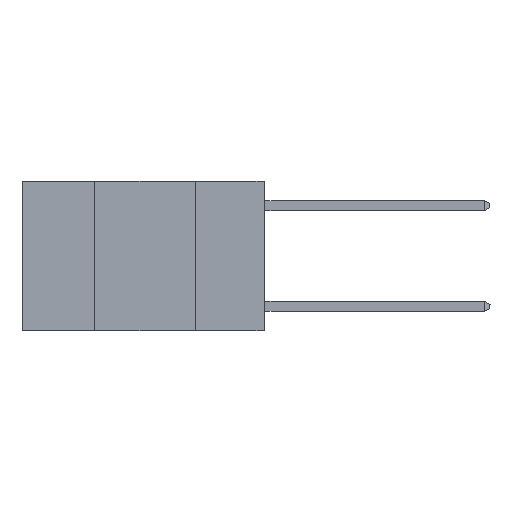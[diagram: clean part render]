
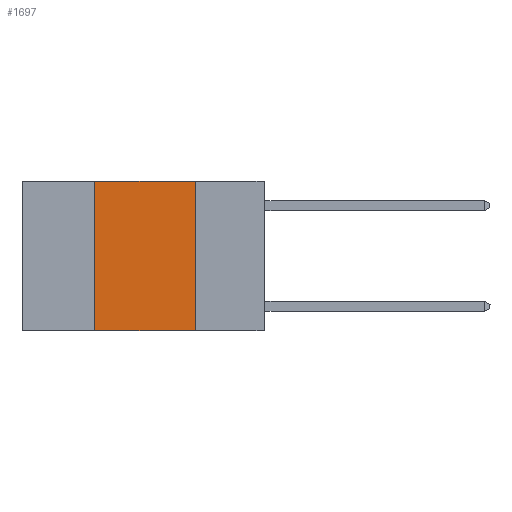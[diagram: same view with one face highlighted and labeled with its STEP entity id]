
A CAD part, left-side view. The second image highlights one B-rep face of the part: STEP entity #1697.
In plain terms, the highlighted planar face has unit normal (-1, 0, 0).
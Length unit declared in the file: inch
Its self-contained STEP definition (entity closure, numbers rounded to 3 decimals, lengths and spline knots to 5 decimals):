
#232 = VERTEX_POINT ( 'NONE', #5517 ) ;
#352 = VERTEX_POINT ( 'NONE', #3342 ) ;
#826 = EDGE_CURVE ( 'NONE', #3502, #232, #6759, .T. ) ;
#1531 = ORIENTED_EDGE ( 'NONE', *, *, #8974, .T. ) ;
#1697 = ADVANCED_FACE ( 'NONE', ( #3324 ), #6615, .F. ) ;
#2252 = VECTOR ( 'NONE', #8793, 39.37008 ) ;
#2287 = DIRECTION ( 'NONE',  ( 0., -1., 0. ) ) ;
#2522 = CARTESIAN_POINT ( 'NONE',  ( 0., 0.42, -0.37 ) ) ;
#2851 = VECTOR ( 'NONE', #7389, 39.37008 ) ;
#3324 = FACE_OUTER_BOUND ( 'NONE', #9230, .T. ) ;
#3342 = CARTESIAN_POINT ( 'NONE',  ( 0., 0.17, -0.37 ) ) ;
#3502 = VERTEX_POINT ( 'NONE', #7701 ) ;
#3527 = DIRECTION ( 'NONE',  ( 1., 0., 0. ) ) ;
#3963 = DIRECTION ( 'NONE',  ( 0., -1., 0. ) ) ;
#4308 = VERTEX_POINT ( 'NONE', #2522 ) ;
#4683 = VECTOR ( 'NONE', #2287, 39.37008 ) ;
#4738 = CARTESIAN_POINT ( 'NONE',  ( 0., 0.6, -0.37 ) ) ;
#4949 = CARTESIAN_POINT ( 'NONE',  ( 0., 0.42, 0. ) ) ;
#5155 = ORIENTED_EDGE ( 'NONE', *, *, #9220, .F. ) ;
#5313 = LINE ( 'NONE', #4738, #7151 ) ;
#5437 = CARTESIAN_POINT ( 'NONE',  ( 0., 0.6, 0. ) ) ;
#5517 = CARTESIAN_POINT ( 'NONE',  ( 0., 0.17, 0. ) ) ;
#6038 = AXIS2_PLACEMENT_3D ( 'NONE', #8157, #3527, #8927 ) ;
#6615 = PLANE ( 'NONE',  #6038 ) ;
#6688 = LINE ( 'NONE', #4949, #2252 ) ;
#6759 = LINE ( 'NONE', #5437, #4683 ) ;
#7018 = LINE ( 'NONE', #7357, #2851 ) ;
#7151 = VECTOR ( 'NONE', #3963, 39.37008 ) ;
#7221 = ORIENTED_EDGE ( 'NONE', *, *, #7312, .F. ) ;
#7312 = EDGE_CURVE ( 'NONE', #4308, #3502, #6688, .T. ) ;
#7357 = CARTESIAN_POINT ( 'NONE',  ( 0., 0.17, 0. ) ) ;
#7389 = DIRECTION ( 'NONE',  ( 0., 0., -1. ) ) ;
#7701 = CARTESIAN_POINT ( 'NONE',  ( 0., 0.42, 0. ) ) ;
#8157 = CARTESIAN_POINT ( 'NONE',  ( 0., 0.6, 0. ) ) ;
#8162 = ORIENTED_EDGE ( 'NONE', *, *, #826, .F. ) ;
#8793 = DIRECTION ( 'NONE',  ( 0., 0., 1. ) ) ;
#8927 = DIRECTION ( 'NONE',  ( 0., 0., -1. ) ) ;
#8974 = EDGE_CURVE ( 'NONE', #4308, #352, #5313, .T. ) ;
#9220 = EDGE_CURVE ( 'NONE', #232, #352, #7018, .T. ) ;
#9230 = EDGE_LOOP ( 'NONE', ( #5155, #8162, #7221, #1531 ) ) ;
